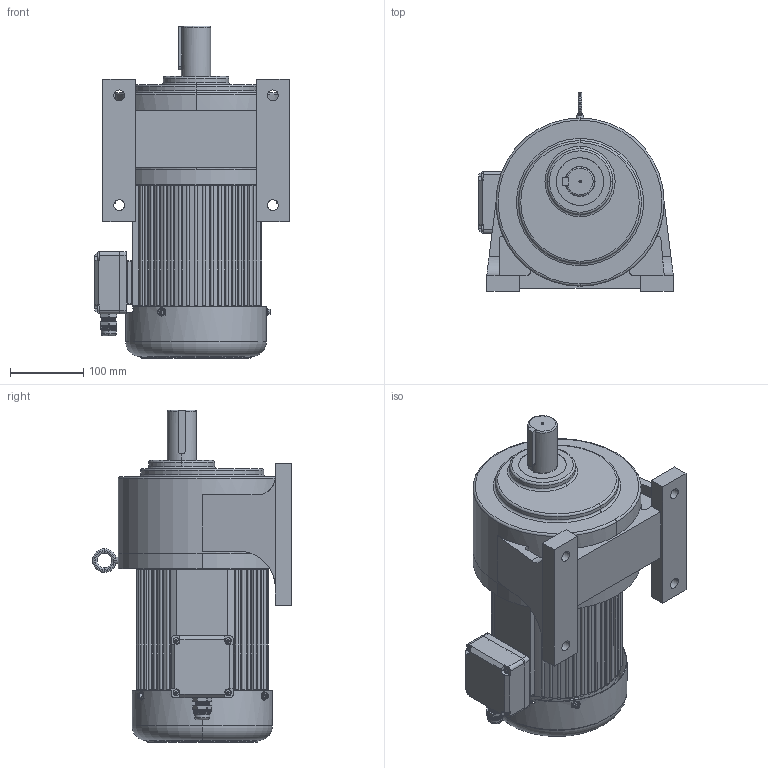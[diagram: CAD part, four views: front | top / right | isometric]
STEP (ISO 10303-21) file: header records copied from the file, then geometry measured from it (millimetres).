
FILE_DESCRIPTION (( 'STEP AP203' ), '1' );
FILE_NAME ('(標準品)G15H1500W(5B98XXX100)(減速比共用).STEP', '2016-01-28T08:02:27', ( 'SE' ), ( 'SE' ), 'SwSTEP 2.0', 'SolidWorks 2010', '' );
FILE_SCHEMA (( 'CONFIG_CONTROL_DESIGN' ));
Products named in the file (17): 出線盒下蓋; 外六角內十字螺絲M5 x 10_ISO 4162 - M5 x 10 x 10-N; M8x16吊環(G14.G15前蓋用); 10x8xL_60L; 1500W風扇蓋190x70L／缺口84(圓角)_SHIφ190*70L; 1500W馬達筒M1K5C1A; (標準品)G15H1500W(5B98XXX100)(減速比共用); 成品-塑膠T盒; 出線盒上蓋; ･Xｽuｲｰｹﾔ､TH-UP3(PVC2mmｫp); 丸頭螺絲 M4 x35 --35N_JIS B 1111 Binding head screw M4 x 8 --8N; 出線頭 Ver.2; G150S1_Default; 油封40x65x10; G15-1K5C1-03; 1500W後蓋SAB_Default; G15HBOX1_Default
Assembly tree (21 placements, depth 3):
  (標準品)G15H1500W(5B98XXX100)(減速比共用)
    油封40x65x10
    1500W馬達筒M1K5C1A
    G150S1_Default
    G15HBOX1_Default
    外六角內十字螺絲M5 x 10_ISO 4162 - M5 x 10 x 10-N  x3
    1500W風扇蓋190x70L／缺口84(圓角)_SHIφ190*70L
    1500W後蓋SAB_Default
    10x8xL_60L
    M8x16吊環(G14.G15前蓋用)
    G15-1K5C1-03
    成品-塑膠T盒
      丸頭螺絲 M4 x35 --35N_JIS B 1111 Binding head screw M4 x 8 --8N  x4
      出線頭 Ver.2
      出線盒上蓋
      ･Xｽuｲｰｹﾔ､TH-UP3(PVC2mmｫp)
      出線盒下蓋
Bounding box: 266 x 272 x 454 mm (x, y, z)
Volume: 11451621.8 mm3; surface area: 816327.8 mm2
Topology: 20 solids, 23 shells, 3126 faces, 8402 edges, 5348 vertices
Faces by surface type: plane 1195, cone 930, cylinder 867, torus 87, bspline 25, sphere 22
Entity records: 69754 total; most frequent: CARTESIAN_POINT 14262, ORIENTED_EDGE 11220, DIRECTION 11085, EDGE_CURVE 5610, AXIS2_PLACEMENT_3D 3707, VECTOR 3671, LINE 3671, VERTEX_POINT 3615
